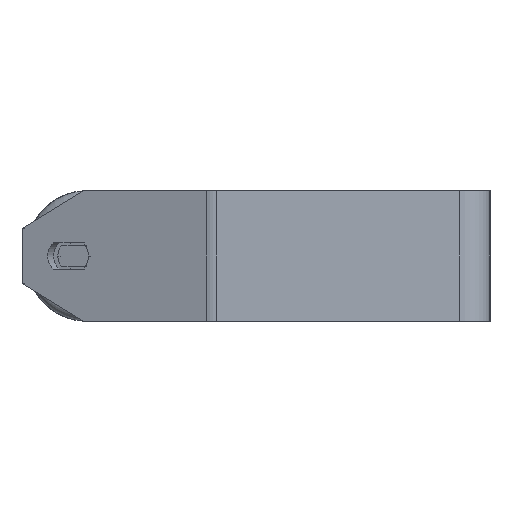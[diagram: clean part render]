
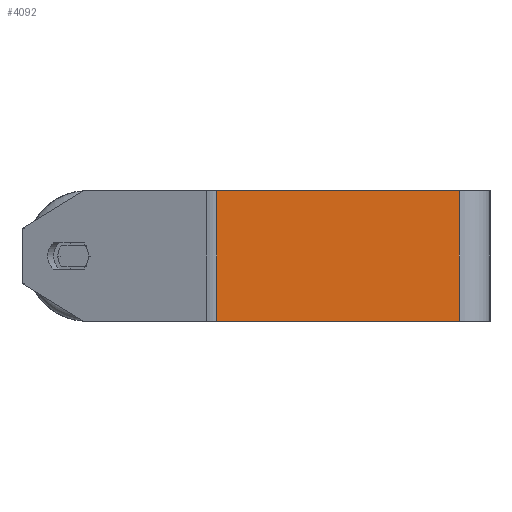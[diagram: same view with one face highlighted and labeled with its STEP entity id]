
A CAD part, left-side view. The second image highlights one B-rep face of the part: STEP entity #4092.
In plain terms, the highlighted planar face has unit normal (-1, 0, 0).
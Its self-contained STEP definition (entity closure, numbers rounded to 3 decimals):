
#104 = DIRECTION ( 'NONE',  ( 0., -1., 0. ) ) ;
#426 = DIRECTION ( 'NONE',  ( 0., 0., -1. ) ) ;
#442 = DIRECTION ( 'NONE',  ( 0., -1., 0. ) ) ;
#484 = LINE ( 'NONE', #2533, #4833 ) ;
#690 = DIRECTION ( 'NONE',  ( 0., 0., -1. ) ) ;
#1211 = VERTEX_POINT ( 'NONE', #1915 ) ;
#1482 = VERTEX_POINT ( 'NONE', #4068 ) ;
#1683 = AXIS2_PLACEMENT_3D ( 'NONE', #4533, #5253, #426 ) ;
#1915 = CARTESIAN_POINT ( 'NONE',  ( -525., 14., 30. ) ) ;
#2294 = LINE ( 'NONE', #6875, #5814 ) ;
#2533 = CARTESIAN_POINT ( 'NONE',  ( -525., 127.722, -30. ) ) ;
#2767 = CARTESIAN_POINT ( 'NONE',  ( -525., 125.253, 30. ) ) ;
#3099 = LINE ( 'NONE', #3190, #4403 ) ;
#3190 = CARTESIAN_POINT ( 'NONE',  ( -525., 125.253, 30. ) ) ;
#3900 = DIRECTION ( 'NONE',  ( 0., 0., -1. ) ) ;
#3928 = LINE ( 'NONE', #6094, #6810 ) ;
#4068 = CARTESIAN_POINT ( 'NONE',  ( -525., 125.253, -30. ) ) ;
#4092 = ADVANCED_FACE ( 'NONE', ( #5298 ), #8616, .F. ) ;
#4403 = VECTOR ( 'NONE', #3900, 1000. ) ;
#4533 = CARTESIAN_POINT ( 'NONE',  ( -525., 127.722, 30. ) ) ;
#4618 = VERTEX_POINT ( 'NONE', #2767 ) ;
#4681 = VERTEX_POINT ( 'NONE', #7353 ) ;
#4833 = VECTOR ( 'NONE', #442, 1000. ) ;
#4927 = ORIENTED_EDGE ( 'NONE', *, *, #7077, .F. ) ;
#5232 = EDGE_CURVE ( 'NONE', #1482, #4681, #484, .T. ) ;
#5253 = DIRECTION ( 'NONE',  ( 1., 0., 0. ) ) ;
#5298 = FACE_OUTER_BOUND ( 'NONE', #5351, .T. ) ;
#5351 = EDGE_LOOP ( 'NONE', ( #5461, #4927, #5804, #7755 ) ) ;
#5461 = ORIENTED_EDGE ( 'NONE', *, *, #5232, .T. ) ;
#5804 = ORIENTED_EDGE ( 'NONE', *, *, #6985, .F. ) ;
#5814 = VECTOR ( 'NONE', #104, 1000. ) ;
#6094 = CARTESIAN_POINT ( 'NONE',  ( -525., 14., 30. ) ) ;
#6810 = VECTOR ( 'NONE', #690, 1000. ) ;
#6875 = CARTESIAN_POINT ( 'NONE',  ( -525., 127.722, 30. ) ) ;
#6985 = EDGE_CURVE ( 'NONE', #4618, #1211, #2294, .T. ) ;
#7077 = EDGE_CURVE ( 'NONE', #1211, #4681, #3928, .T. ) ;
#7163 = EDGE_CURVE ( 'NONE', #4618, #1482, #3099, .T. ) ;
#7353 = CARTESIAN_POINT ( 'NONE',  ( -525., 14., -30. ) ) ;
#7755 = ORIENTED_EDGE ( 'NONE', *, *, #7163, .T. ) ;
#8616 = PLANE ( 'NONE',  #1683 ) ;
